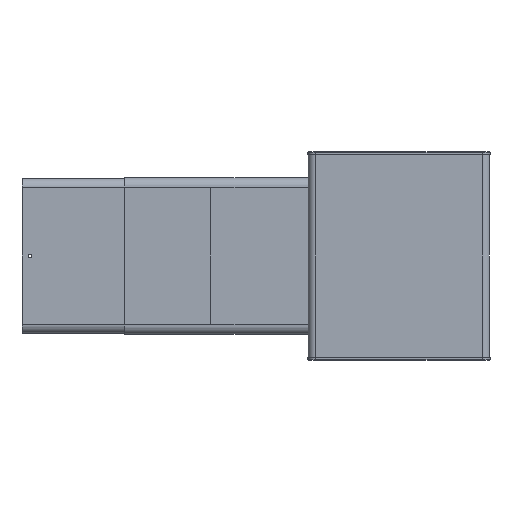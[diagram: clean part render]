
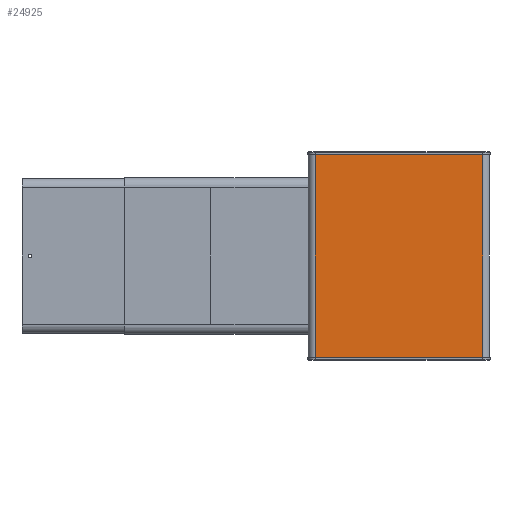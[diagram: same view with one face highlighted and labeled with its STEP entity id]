
A CAD part, left-side view. The second image highlights one B-rep face of the part: STEP entity #24925.
In plain terms, the highlighted planar face has unit normal (-1, 0, 0).
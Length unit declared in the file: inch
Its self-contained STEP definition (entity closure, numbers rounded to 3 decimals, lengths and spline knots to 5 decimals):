
#14547=DIRECTION('',(0.,-1.,0.));
#14548=VECTOR('',#14547,12.8574);
#14549=CARTESIAN_POINT('',(-7.96,-0.5313,7.78125));
#14550=LINE('',#14549,#14548);
#14625=DIRECTION('',(0.,-1.,0.));
#14626=VECTOR('',#14625,12.8574);
#14627=CARTESIAN_POINT('',(-7.96,-0.5313,-7.78125));
#14628=LINE('',#14627,#14626);
#14936=DIRECTION('',(0.,0.,-1.));
#14937=VECTOR('',#14936,15.5625);
#14938=CARTESIAN_POINT('',(-7.96,-0.5313,7.78125));
#14939=LINE('',#14938,#14937);
#14940=DIRECTION('',(0.,0.,-1.));
#14941=VECTOR('',#14940,15.5625);
#14942=CARTESIAN_POINT('',(-7.96,-13.3887,7.78125));
#14943=LINE('',#14942,#14941);
#15560=CARTESIAN_POINT('',(-7.96,-0.5313,-7.78125));
#15562=VERTEX_POINT('',#15560);
#15566=CARTESIAN_POINT('',(-7.96,-0.5313,7.78125));
#15567=VERTEX_POINT('',#15566);
#15569=CARTESIAN_POINT('',(-7.96,-13.3887,-7.78125));
#15571=VERTEX_POINT('',#15569);
#15572=CARTESIAN_POINT('',(-7.96,-13.3887,7.78125));
#15573=VERTEX_POINT('',#15572);
#24913=CARTESIAN_POINT('',(-7.96,0.,-7.78125));
#24914=DIRECTION('',(-1.,0.,0.));
#24915=DIRECTION('',(0.,-1.,0.));
#24916=AXIS2_PLACEMENT_3D('',#24913,#24914,#24915);
#24917=PLANE('',#24916);
#24918=ORIENTED_EDGE('',*,*,#24908,.F.);
#24919=ORIENTED_EDGE('',*,*,#24646,.T.);
#24921=ORIENTED_EDGE('',*,*,#24920,.T.);
#24922=ORIENTED_EDGE('',*,*,#24714,.F.);
#24923=EDGE_LOOP('',(#24918,#24919,#24921,#24922));
#24924=FACE_OUTER_BOUND('',#24923,.F.);
#24925=ADVANCED_FACE('',(#24924),#24917,.T.);
#24646=EDGE_CURVE('',#15567,#15573,#14550,.T.);
#24714=EDGE_CURVE('',#15562,#15571,#14628,.T.);
#24908=EDGE_CURVE('',#15567,#15562,#14939,.T.);
#24920=EDGE_CURVE('',#15573,#15571,#14943,.T.);
